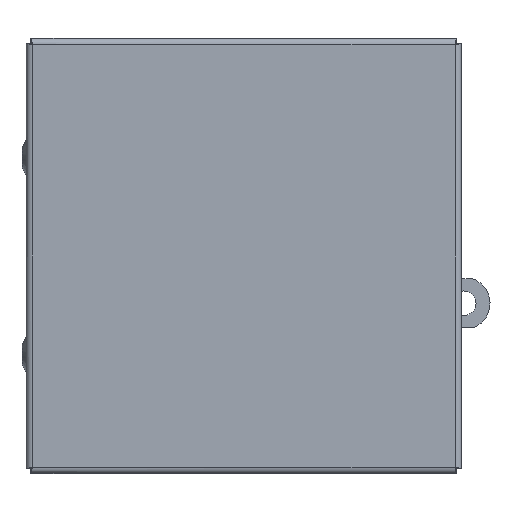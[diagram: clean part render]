
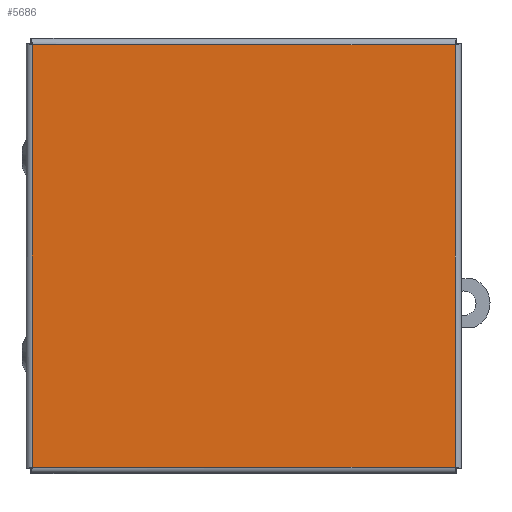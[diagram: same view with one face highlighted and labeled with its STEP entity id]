
A CAD part, left-side view. The second image highlights one B-rep face of the part: STEP entity #5686.
In plain terms, the highlighted face is planar.
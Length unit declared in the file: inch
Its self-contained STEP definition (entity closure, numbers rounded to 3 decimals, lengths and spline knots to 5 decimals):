
#578=PLANE($,#6031);
#835=FACE_OUTER_BOUND($,#1182,.T.);
#1182=EDGE_LOOP($,(#4712,#4713,#4714,#4715));
#1848=LINE($,#9970,#2305);
#1864=LINE($,#10072,#2321);
#1879=LINE($,#10172,#2336);
#1894=LINE($,#10271,#2351);
#2305=VECTOR($,#6972,6.4385);
#2321=VECTOR($,#7002,6.4385);
#2336=VECTOR($,#7031,6.4385);
#2351=VECTOR($,#7060,6.4385);
#2711=VERTEX_POINT($,#9961);
#2712=VERTEX_POINT($,#9969);
#2723=VERTEX_POINT($,#10071);
#2733=VERTEX_POINT($,#10171);
#3365=EDGE_CURVE($,#2712,#2711,#1848,.T.);
#3385=EDGE_CURVE($,#2723,#2712,#1864,.T.);
#3404=EDGE_CURVE($,#2733,#2723,#1879,.T.);
#3423=EDGE_CURVE($,#2711,#2733,#1894,.T.);
#4712=ORIENTED_EDGE($,*,*,#3365,.T.);
#4713=ORIENTED_EDGE($,*,*,#3423,.T.);
#4714=ORIENTED_EDGE($,*,*,#3404,.T.);
#4715=ORIENTED_EDGE($,*,*,#3385,.T.);
#5686=ADVANCED_FACE($,(#835),#578,.F.);
#6031=AXIS2_PLACEMENT_3D($,#10358,#7087,#7088);
#6972=DIRECTION($,(0.,1.,0.));
#7002=DIRECTION($,(-1.,0.,0.));
#7031=DIRECTION($,(0.,-1.,0.));
#7060=DIRECTION($,(1.,0.,0.));
#7087=DIRECTION('center_axis',(0.,0.,1.));
#7088=DIRECTION('ref_axis',(1.,0.,0.));
#9961=CARTESIAN_POINT('',(-2.90675,2.90675,0.));
#9969=CARTESIAN_POINT('',(-2.90675,-3.53175,0.));
#9970=CARTESIAN_POINT($,(-2.90675,-1.92213,0.));
#10071=CARTESIAN_POINT('',(3.53175,-3.53175,0.));
#10072=CARTESIAN_POINT($,(1.92213,-3.53175,0.));
#10171=CARTESIAN_POINT('',(3.53175,2.90675,0.));
#10172=CARTESIAN_POINT($,(3.53175,1.29713,0.));
#10271=CARTESIAN_POINT($,(-1.29713,2.90675,0.));
#10358=CARTESIAN_POINT('Origin',(0.3125,-0.3125,0.));
